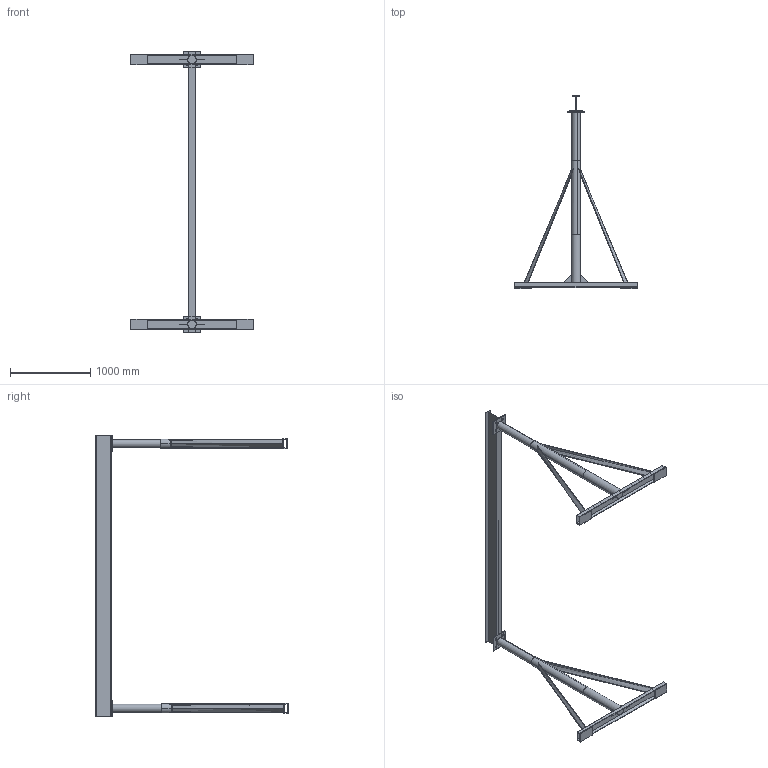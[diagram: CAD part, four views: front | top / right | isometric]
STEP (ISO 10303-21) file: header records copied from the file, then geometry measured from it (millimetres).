
FILE_DESCRIPTION (( 'STEP AP203' ), '1' );
FILE_NAME ('Gantry Assembly.STEP', '2023-06-06T01:58:21', ( '' ), ( '' ), 'SwSTEP 2.0', 'SolidWorks 2022', '' );
FILE_SCHEMA (( 'CONFIG_CONTROL_DESIGN' ));
Length unit declared in the file: millimetre
Products named in the file (12): Gantry Assembly; Part 7; Part 2; SA 1 Part; Part 10; Part 8; SubAssembly 2; Part 5; SubAssembly 1; Part 6; Part 9; Part1^SubAssembly 2
Assembly tree (25 placements, depth 3):
  Gantry Assembly
    SubAssembly 1  x2
      Part 2
      Part 6
      SA 1 Part
    SubAssembly 2
      Part 10  x8
      Part 5  x2
      Part 7
      Part 8  x2
      Part 9  x4
  Part1^SubAssembly 2
Bounding box: 1524 x 2402.36 x 3505.2 mm (x, y, z)
Volume: 33678017.1 mm3; surface area: 9745593.2 mm2
Topology: 27 solids, 27 shells, 262 faces, 636 edges, 428 vertices
Faces by surface type: plane 178, cylinder 72, bspline 12
Entity records: 5034 total; most frequent: CARTESIAN_POINT 1116, DIRECTION 473, ORIENTED_EDGE 462, EDGE_CURVE 231, LINE 159, VECTOR 159, AXIS2_PLACEMENT_3D 157, VERTEX_POINT 156
